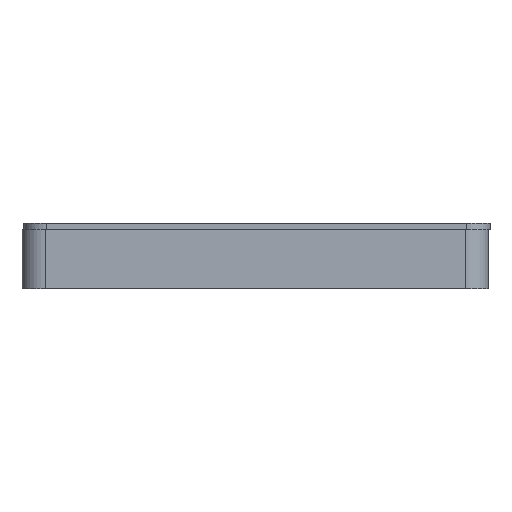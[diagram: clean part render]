
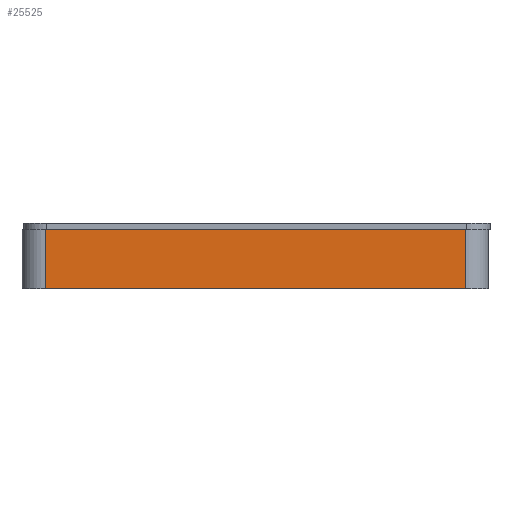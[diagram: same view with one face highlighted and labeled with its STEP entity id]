
A CAD part, left-side view. The second image highlights one B-rep face of the part: STEP entity #25525.
In plain terms, the highlighted planar face has unit normal (-1, 0, 0).
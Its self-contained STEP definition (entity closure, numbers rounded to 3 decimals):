
#1482=PLANE('',#26750);
#2079=FACE_OUTER_BOUND('',#3184,.T.);
#3184=EDGE_LOOP('',(#18434,#18435,#18436,#18437));
#4716=LINE('',#35577,#7267);
#4717=LINE('',#35580,#7268);
#4729=LINE('',#35618,#7280);
#4730=LINE('',#35619,#7281);
#7267=VECTOR('',#28841,10.);
#7268=VECTOR('',#28844,10.);
#7280=VECTOR('',#28872,10.);
#7281=VECTOR('',#28873,10.);
#10998=VERTEX_POINT('',#35570);
#11001=VERTEX_POINT('',#35575);
#11002=VERTEX_POINT('',#35579);
#11020=VERTEX_POINT('',#35617);
#14263=EDGE_CURVE('',#11001,#10998,#4716,.T.);
#14264=EDGE_CURVE('',#10998,#11002,#4717,.T.);
#14283=EDGE_CURVE('',#11020,#11001,#4729,.T.);
#14284=EDGE_CURVE('',#11002,#11020,#4730,.T.);
#18434=ORIENTED_EDGE('',*,*,#14263,.F.);
#18435=ORIENTED_EDGE('',*,*,#14283,.F.);
#18436=ORIENTED_EDGE('',*,*,#14284,.F.);
#18437=ORIENTED_EDGE('',*,*,#14264,.F.);
#25525=ADVANCED_FACE('',(#2079),#1482,.T.);
#26750=AXIS2_PLACEMENT_3D('',#35616,#28870,#28871);
#28841=DIRECTION('',(0.,0.,1.));
#28844=DIRECTION('',(0.,-1.,0.));
#28870=DIRECTION('center_axis',(-1.,0.,0.));
#28871=DIRECTION('ref_axis',(0.,-1.,0.));
#28872=DIRECTION('',(0.,1.,0.));
#28873=DIRECTION('',(0.,0.,-1.));
#35570=CARTESIAN_POINT('',(66.283,129.5,13.));
#35575=CARTESIAN_POINT('',(66.283,129.5,0.));
#35577=CARTESIAN_POINT('',(66.283,129.5,0.));
#35579=CARTESIAN_POINT('',(66.283,38.34,13.));
#35580=CARTESIAN_POINT('',(66.283,33.34,13.));
#35616=CARTESIAN_POINT('Origin',(66.283,134.5,0.));
#35617=CARTESIAN_POINT('',(66.283,38.34,0.));
#35618=CARTESIAN_POINT('',(66.283,33.34,0.));
#35619=CARTESIAN_POINT('',(66.283,38.34,0.));
